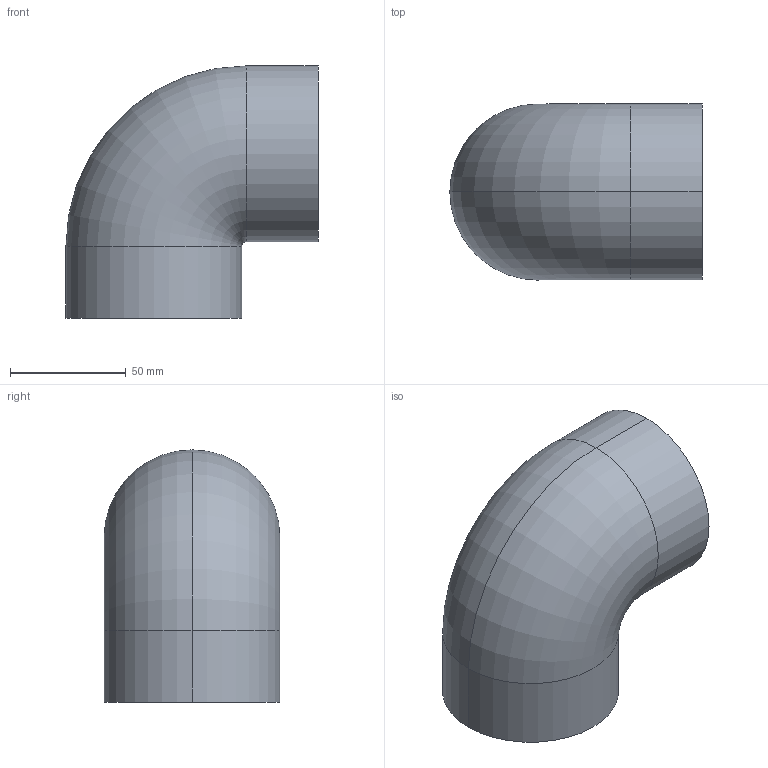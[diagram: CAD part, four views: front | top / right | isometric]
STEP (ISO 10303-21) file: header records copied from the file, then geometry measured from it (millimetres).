
FILE_DESCRIPTION(('STEP AP214'),'1');
FILE_NAME('cctmp_8A79C8EE-A57F-4AD4-84DE-9FEC00184FAA_2022_03_09_11_36_07_0981..stp','2022-03-09T10:36:08',('Praher Valves GmbH'),('CADClick - www.CADClick.com'),'Spatial InterOp 3D',' ','unknown authorization');
FILE_SCHEMA(('AUTOMOTIVE_DESIGN'));
Length unit declared in the file: millimetre
Products named in the file (1): 71138
Bounding box: 109 x 76 x 109 mm (x, y, z)
Volume: 204576.2 mm3; surface area: 57589.7 mm2
Topology: 1 solids, 1 shells, 18 faces, 39 edges, 24 vertices
Faces by surface type: cylinder 10, torus 4, plane 4
Entity records: 946 total; most frequent: CARTESIAN_POINT 364, DIRECTION 98, ORIENTED_EDGE 78, AXIS2_PLACEMENT_3D 44, EDGE_CURVE 39, CIRCLE 25, VERTEX_POINT 24, EDGE_LOOP 21
